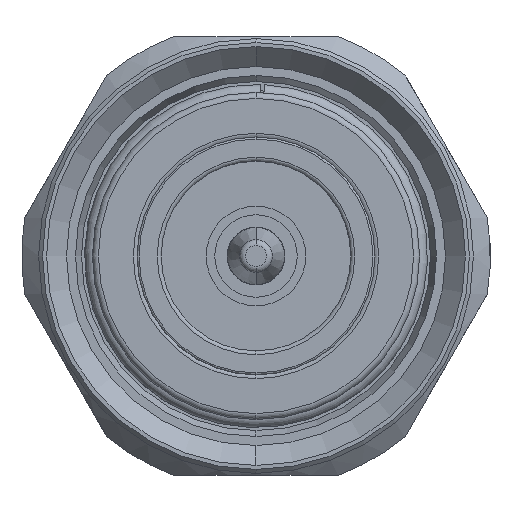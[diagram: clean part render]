
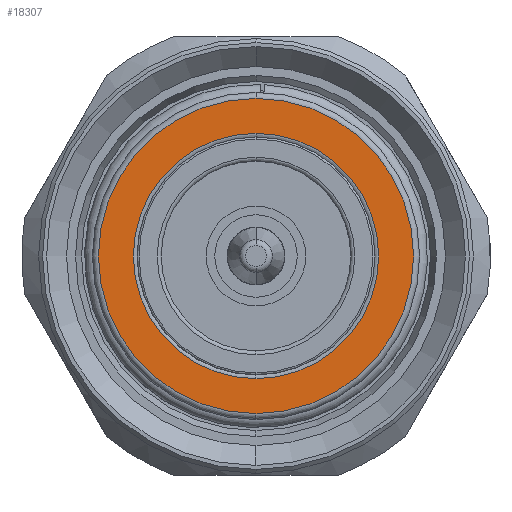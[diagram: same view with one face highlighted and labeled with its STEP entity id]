
A CAD part, left-side view. The second image highlights one B-rep face of the part: STEP entity #18307.
In plain terms, the highlighted planar face has unit normal (-1, 0, 0).
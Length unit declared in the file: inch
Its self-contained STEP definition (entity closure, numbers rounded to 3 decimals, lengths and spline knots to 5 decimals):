
#121 = AXIS2_PLACEMENT_3D ( 'NONE', #8395, #17230, #6809 ) ;
#609 = CARTESIAN_POINT ( 'NONE',  ( 0.20472, 0., 0.24213 ) ) ;
#839 = DIRECTION ( 'NONE',  ( -1., 0., 0. ) ) ;
#1352 = CARTESIAN_POINT ( 'NONE',  ( 0.20472, 0., -0.24213 ) ) ;
#1385 = VERTEX_POINT ( 'NONE', #3779 ) ;
#1456 = EDGE_CURVE ( 'NONE', #13416, #12831, #2582, .T. ) ;
#2582 = CIRCLE ( 'NONE', #13611, 0.24213 ) ;
#3043 = EDGE_LOOP ( 'NONE', ( #13088, #15121 ) ) ;
#3557 = DIRECTION ( 'NONE',  ( -1., 0., 0. ) ) ;
#3779 = CARTESIAN_POINT ( 'NONE',  ( 0.20472, 0., -0.31102 ) ) ;
#5269 = DIRECTION ( 'NONE',  ( 1., 0., 0. ) ) ;
#5715 = CIRCLE ( 'NONE', #17325, 0.24213 ) ;
#5988 = ORIENTED_EDGE ( 'NONE', *, *, #12724, .F. ) ;
#6809 = DIRECTION ( 'NONE',  ( 0., 0., 1. ) ) ;
#7030 = DIRECTION ( 'NONE',  ( 0., 0., 1. ) ) ;
#8043 = AXIS2_PLACEMENT_3D ( 'NONE', #18225, #3557, #10665 ) ;
#8330 = CARTESIAN_POINT ( 'NONE',  ( 0.20472, 0., 0. ) ) ;
#8395 = CARTESIAN_POINT ( 'NONE',  ( 0.20472, 0., 0. ) ) ;
#8598 = FACE_BOUND ( 'NONE', #15625, .T. ) ;
#8635 = DIRECTION ( 'NONE',  ( -1., 0., 0. ) ) ;
#9216 = EDGE_CURVE ( 'NONE', #1385, #10644, #16531, .T. ) ;
#10340 = ORIENTED_EDGE ( 'NONE', *, *, #1456, .F. ) ;
#10644 = VERTEX_POINT ( 'NONE', #17068 ) ;
#10665 = DIRECTION ( 'NONE',  ( 0., 0., 1. ) ) ;
#11353 = PLANE ( 'NONE',  #13420 ) ;
#12724 = EDGE_CURVE ( 'NONE', #12831, #13416, #5715, .T. ) ;
#12831 = VERTEX_POINT ( 'NONE', #1352 ) ;
#13088 = ORIENTED_EDGE ( 'NONE', *, *, #18653, .T. ) ;
#13150 = DIRECTION ( 'NONE',  ( 0., 0., 1. ) ) ;
#13416 = VERTEX_POINT ( 'NONE', #609 ) ;
#13420 = AXIS2_PLACEMENT_3D ( 'NONE', #17441, #5269, #15864 ) ;
#13611 = AXIS2_PLACEMENT_3D ( 'NONE', #8330, #839, #7030 ) ;
#15121 = ORIENTED_EDGE ( 'NONE', *, *, #9216, .T. ) ;
#15625 = EDGE_LOOP ( 'NONE', ( #10340, #5988 ) ) ;
#15771 = FACE_OUTER_BOUND ( 'NONE', #3043, .T. ) ;
#15864 = DIRECTION ( 'NONE',  ( 0., 1., 0. ) ) ;
#16090 = CARTESIAN_POINT ( 'NONE',  ( 0.20472, 0., 0. ) ) ;
#16531 = CIRCLE ( 'NONE', #8043, 0.31102 ) ;
#17056 = CIRCLE ( 'NONE', #121, 0.31102 ) ;
#17068 = CARTESIAN_POINT ( 'NONE',  ( 0.20472, 0., 0.31102 ) ) ;
#17230 = DIRECTION ( 'NONE',  ( -1., 0., 0. ) ) ;
#17325 = AXIS2_PLACEMENT_3D ( 'NONE', #16090, #8635, #13150 ) ;
#17441 = CARTESIAN_POINT ( 'NONE',  ( 0.20472, 0.24213, 0. ) ) ;
#18225 = CARTESIAN_POINT ( 'NONE',  ( 0.20472, 0., 0. ) ) ;
#18307 = ADVANCED_FACE ( 'NONE', ( #15771, #8598 ), #11353, .F. ) ;
#18653 = EDGE_CURVE ( 'NONE', #10644, #1385, #17056, .T. ) ;
